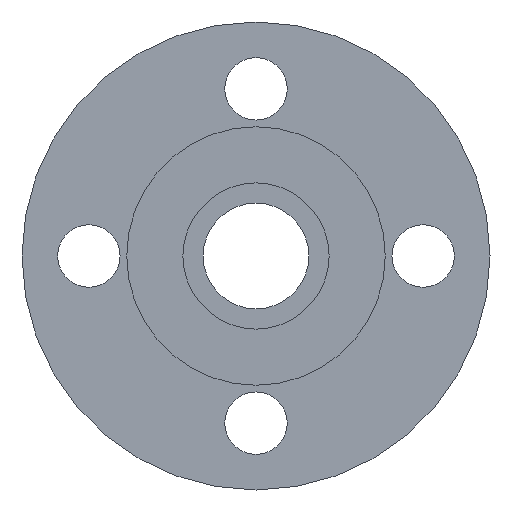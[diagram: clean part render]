
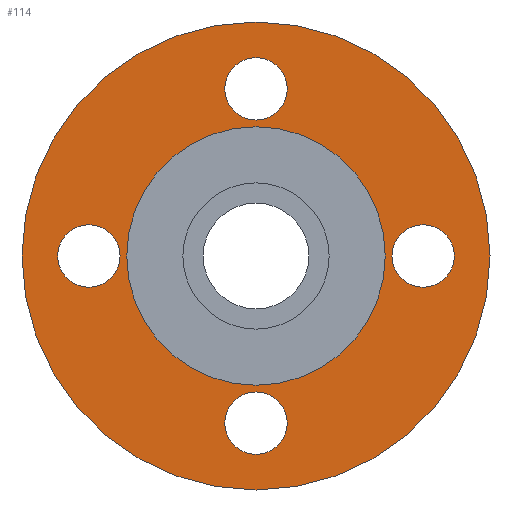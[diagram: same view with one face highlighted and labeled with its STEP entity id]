
A CAD part, front view. The second image highlights one B-rep face of the part: STEP entity #114.
In plain terms, the highlighted planar face has unit normal (0, -1, 0).
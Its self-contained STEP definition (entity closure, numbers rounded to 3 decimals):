
#4 = EDGE_LOOP ( 'NONE', ( #74, #336 ) ) ;
#8 = CIRCLE ( 'NONE', #523, 7. ) ;
#12 = DIRECTION ( 'NONE',  ( 0., 0., 1. ) ) ;
#15 = DIRECTION ( 'NONE',  ( 0., -1., 0. ) ) ;
#19 = EDGE_CURVE ( 'NONE', #291, #734, #22, .T. ) ;
#22 = CIRCLE ( 'NONE', #480, 7. ) ;
#23 = CARTESIAN_POINT ( 'NONE',  ( 0., 5., -30.5 ) ) ;
#28 = AXIS2_PLACEMENT_3D ( 'NONE', #181, #448, #841 ) ;
#31 = CARTESIAN_POINT ( 'NONE',  ( 0., 5., 0. ) ) ;
#32 = VERTEX_POINT ( 'NONE', #23 ) ;
#34 = CARTESIAN_POINT ( 'NONE',  ( 0., 5., 37.5 ) ) ;
#37 = VERTEX_POINT ( 'NONE', #838 ) ;
#40 = FACE_BOUND ( 'NONE', #885, .T. ) ;
#47 = DIRECTION ( 'NONE',  ( 0., 1., 0. ) ) ;
#48 = ORIENTED_EDGE ( 'NONE', *, *, #180, .F. ) ;
#57 = CARTESIAN_POINT ( 'NONE',  ( 0., 5., -52.5 ) ) ;
#74 = ORIENTED_EDGE ( 'NONE', *, *, #364, .F. ) ;
#76 = AXIS2_PLACEMENT_3D ( 'NONE', #549, #297, #12 ) ;
#77 = ORIENTED_EDGE ( 'NONE', *, *, #353, .T. ) ;
#82 = CIRCLE ( 'NONE', #807, 52.5 ) ;
#93 = CIRCLE ( 'NONE', #281, 7. ) ;
#97 = CARTESIAN_POINT ( 'NONE',  ( 0., 5., 52.5 ) ) ;
#114 = ADVANCED_FACE ( 'NONE', ( #40, #637, #240, #304, #774, #572 ), #725, .T. ) ;
#122 = DIRECTION ( 'NONE',  ( 0., 0., 1. ) ) ;
#142 = EDGE_LOOP ( 'NONE', ( #597, #192 ) ) ;
#144 = DIRECTION ( 'NONE',  ( 0., -1., 0. ) ) ;
#151 = ORIENTED_EDGE ( 'NONE', *, *, #276, .T. ) ;
#152 = AXIS2_PLACEMENT_3D ( 'NONE', #450, #579, #584 ) ;
#156 = DIRECTION ( 'NONE',  ( 0., 0., -1. ) ) ;
#168 = DIRECTION ( 'NONE',  ( 0., 0., -1. ) ) ;
#180 = EDGE_CURVE ( 'NONE', #485, #305, #82, .T. ) ;
#181 = CARTESIAN_POINT ( 'NONE',  ( 0., 5., 0. ) ) ;
#188 = VERTEX_POINT ( 'NONE', #746 ) ;
#192 = ORIENTED_EDGE ( 'NONE', *, *, #877, .F. ) ;
#193 = CIRCLE ( 'NONE', #376, 7. ) ;
#200 = VERTEX_POINT ( 'NONE', #805 ) ;
#232 = CIRCLE ( 'NONE', #274, 7. ) ;
#240 = FACE_BOUND ( 'NONE', #142, .T. ) ;
#258 = EDGE_LOOP ( 'NONE', ( #151, #77 ) ) ;
#274 = AXIS2_PLACEMENT_3D ( 'NONE', #34, #379, #168 ) ;
#276 = EDGE_CURVE ( 'NONE', #730, #37, #512, .T. ) ;
#281 = AXIS2_PLACEMENT_3D ( 'NONE', #758, #144, #887 ) ;
#287 = CARTESIAN_POINT ( 'NONE',  ( 0., 5., -37.5 ) ) ;
#291 = VERTEX_POINT ( 'NONE', #880 ) ;
#293 = DIRECTION ( 'NONE',  ( 0., -1., 0. ) ) ;
#297 = DIRECTION ( 'NONE',  ( 0., 1., 0. ) ) ;
#303 = DIRECTION ( 'NONE',  ( 0., -1., 0. ) ) ;
#304 = FACE_BOUND ( 'NONE', #4, .T. ) ;
#305 = VERTEX_POINT ( 'NONE', #57 ) ;
#336 = ORIENTED_EDGE ( 'NONE', *, *, #409, .F. ) ;
#353 = EDGE_CURVE ( 'NONE', #37, #730, #844, .T. ) ;
#354 = DIRECTION ( 'NONE',  ( 0., 0., -1. ) ) ;
#358 = CARTESIAN_POINT ( 'NONE',  ( -37.5, 5., 0. ) ) ;
#363 = ORIENTED_EDGE ( 'NONE', *, *, #586, .F. ) ;
#364 = EDGE_CURVE ( 'NONE', #200, #32, #193, .T. ) ;
#376 = AXIS2_PLACEMENT_3D ( 'NONE', #287, #293, #354 ) ;
#379 = DIRECTION ( 'NONE',  ( 0., -1., 0. ) ) ;
#409 = EDGE_CURVE ( 'NONE', #32, #200, #420, .T. ) ;
#412 = CARTESIAN_POINT ( 'NONE',  ( 0., 5., 30.5 ) ) ;
#420 = CIRCLE ( 'NONE', #769, 7. ) ;
#426 = CARTESIAN_POINT ( 'NONE',  ( 37.5, 5., 0. ) ) ;
#427 = VERTEX_POINT ( 'NONE', #412 ) ;
#437 = CARTESIAN_POINT ( 'NONE',  ( 0., 5., 37.5 ) ) ;
#448 = DIRECTION ( 'NONE',  ( 0., 1., 0. ) ) ;
#450 = CARTESIAN_POINT ( 'NONE',  ( 0., 5., 29. ) ) ;
#480 = AXIS2_PLACEMENT_3D ( 'NONE', #426, #569, #504 ) ;
#481 = VERTEX_POINT ( 'NONE', #647 ) ;
#485 = VERTEX_POINT ( 'NONE', #97 ) ;
#498 = EDGE_CURVE ( 'NONE', #622, #188, #571, .T. ) ;
#504 = DIRECTION ( 'NONE',  ( 0., 0., -1. ) ) ;
#512 = CIRCLE ( 'NONE', #624, 29. ) ;
#523 = AXIS2_PLACEMENT_3D ( 'NONE', #437, #782, #709 ) ;
#543 = CIRCLE ( 'NONE', #28, 52.5 ) ;
#549 = CARTESIAN_POINT ( 'NONE',  ( 0., 5., 0. ) ) ;
#555 = EDGE_CURVE ( 'NONE', #305, #485, #543, .T. ) ;
#569 = DIRECTION ( 'NONE',  ( 0., -1., 0. ) ) ;
#571 = CIRCLE ( 'NONE', #797, 7. ) ;
#572 = FACE_OUTER_BOUND ( 'NONE', #815, .T. ) ;
#574 = DIRECTION ( 'NONE',  ( 0., 1., 0. ) ) ;
#579 = DIRECTION ( 'NONE',  ( 0., -1., 0. ) ) ;
#584 = DIRECTION ( 'NONE',  ( 0., 0., -1. ) ) ;
#586 = EDGE_CURVE ( 'NONE', #427, #481, #232, .T. ) ;
#597 = ORIENTED_EDGE ( 'NONE', *, *, #498, .F. ) ;
#622 = VERTEX_POINT ( 'NONE', #651 ) ;
#624 = AXIS2_PLACEMENT_3D ( 'NONE', #743, #47, #122 ) ;
#629 = DIRECTION ( 'NONE',  ( 0., -1., 0. ) ) ;
#637 = FACE_BOUND ( 'NONE', #747, .T. ) ;
#638 = EDGE_CURVE ( 'NONE', #481, #427, #8, .T. ) ;
#647 = CARTESIAN_POINT ( 'NONE',  ( 0., 5., 44.5 ) ) ;
#651 = CARTESIAN_POINT ( 'NONE',  ( -37.5, 5., -7. ) ) ;
#660 = CIRCLE ( 'NONE', #861, 7. ) ;
#665 = CARTESIAN_POINT ( 'NONE',  ( 0., 5., 29. ) ) ;
#691 = ORIENTED_EDGE ( 'NONE', *, *, #19, .F. ) ;
#709 = DIRECTION ( 'NONE',  ( 0., 0., -1. ) ) ;
#718 = CARTESIAN_POINT ( 'NONE',  ( -37.5, 5., 0. ) ) ;
#725 = PLANE ( 'NONE',  #152 ) ;
#726 = ORIENTED_EDGE ( 'NONE', *, *, #882, .F. ) ;
#730 = VERTEX_POINT ( 'NONE', #665 ) ;
#734 = VERTEX_POINT ( 'NONE', #879 ) ;
#743 = CARTESIAN_POINT ( 'NONE',  ( 0., 5., 0. ) ) ;
#744 = ORIENTED_EDGE ( 'NONE', *, *, #638, .F. ) ;
#746 = CARTESIAN_POINT ( 'NONE',  ( -37.5, 5., 7. ) ) ;
#747 = EDGE_LOOP ( 'NONE', ( #363, #744 ) ) ;
#758 = CARTESIAN_POINT ( 'NONE',  ( 37.5, 5., 0. ) ) ;
#769 = AXIS2_PLACEMENT_3D ( 'NONE', #817, #629, #156 ) ;
#774 = FACE_BOUND ( 'NONE', #258, .T. ) ;
#782 = DIRECTION ( 'NONE',  ( 0., -1., 0. ) ) ;
#797 = AXIS2_PLACEMENT_3D ( 'NONE', #718, #303, #855 ) ;
#805 = CARTESIAN_POINT ( 'NONE',  ( 0., 5., -44.5 ) ) ;
#807 = AXIS2_PLACEMENT_3D ( 'NONE', #31, #574, #846 ) ;
#815 = EDGE_LOOP ( 'NONE', ( #48, #828 ) ) ;
#817 = CARTESIAN_POINT ( 'NONE',  ( 0., 5., -37.5 ) ) ;
#825 = DIRECTION ( 'NONE',  ( 0., 0., -1. ) ) ;
#828 = ORIENTED_EDGE ( 'NONE', *, *, #555, .F. ) ;
#838 = CARTESIAN_POINT ( 'NONE',  ( 0., 5., -29. ) ) ;
#841 = DIRECTION ( 'NONE',  ( 0., 0., 1. ) ) ;
#844 = CIRCLE ( 'NONE', #76, 29. ) ;
#846 = DIRECTION ( 'NONE',  ( 0., 0., 1. ) ) ;
#855 = DIRECTION ( 'NONE',  ( 0., 0., -1. ) ) ;
#861 = AXIS2_PLACEMENT_3D ( 'NONE', #358, #15, #825 ) ;
#877 = EDGE_CURVE ( 'NONE', #188, #622, #660, .T. ) ;
#879 = CARTESIAN_POINT ( 'NONE',  ( 37.5, 5., -7. ) ) ;
#880 = CARTESIAN_POINT ( 'NONE',  ( 37.5, 5., 7. ) ) ;
#882 = EDGE_CURVE ( 'NONE', #734, #291, #93, .T. ) ;
#885 = EDGE_LOOP ( 'NONE', ( #726, #691 ) ) ;
#887 = DIRECTION ( 'NONE',  ( 0., 0., -1. ) ) ;
